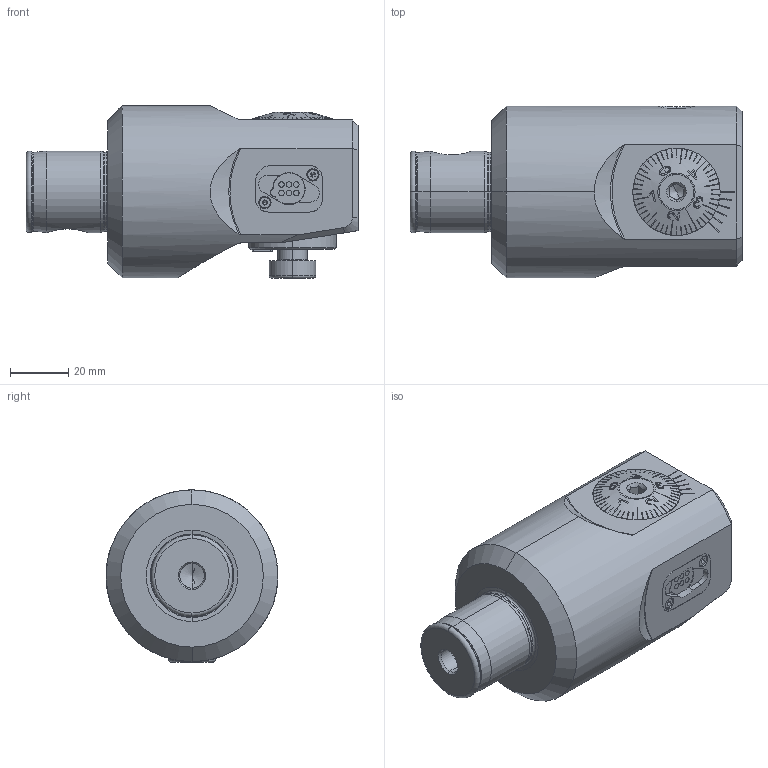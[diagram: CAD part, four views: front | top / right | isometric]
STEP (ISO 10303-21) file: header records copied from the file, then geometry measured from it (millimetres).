
FILE_DESCRIPTION (( 'STEP AP203' ), '1' );
FILE_NAME ('C05.050.067.090.STEP', '2021-01-20T15:22:51', ( '' ), ( '' ), 'SwSTEP 2.0', 'SolidWorks 2017', '' );
FILE_SCHEMA (( 'CONFIG_CONTROL_DESIGN' ));
Length unit declared in the file: millimetre
Products named in the file (20): PEF-DA3.010.032_A_F55; DIN 3771 - 13x1; A55-BG2.012.006_B; Fxx-BG7.DA1.0xx_B_F55; F55-BG2.014.015_C_Fertig mit Gewinde; ISO 4762 - M2 x 4; DIN 7984 - M10 x 16; A55-BG2.013.005_C; F55-BG1.DA3.030_A; ISO 4026 - M10 x 10; WH5-F55.DA3.090_A; DIN 3771 - 25x1.5; F55-BG1.DA4.030; F55-BG1.012.012_A; Klebstoff D10; C05.050.067.090; A55-BG2.011.016_D; A55-BG3.011.033_A_gek〉zt; Fxx-MAB.xxx.xxx_A_F55; WCB-ER2.001.009_A
Assembly tree (20 placements, depth 3):
  C05.050.067.090
    WH5-F55.DA3.090_A
    F55-BG1.DA4.030
      F55-BG1.DA3.030_A
      F55-BG1.012.012_A
      A55-BG2.011.016_D
      F55-BG2.014.015_C_Fertig mit Gewinde
      A55-BG2.013.005_C
      DIN 3771 - 25x1.5
      A55-BG2.012.006_B
      Fxx-MAB.xxx.xxx_A_F55
    A55-BG3.011.033_A_gek〉zt
    WCB-ER2.001.009_A
    Klebstoff D10
    DIN 3771 - 13x1
    Fxx-BG7.DA1.0xx_B_F55
    ISO 4762 - M2 x 4  x2
    PEF-DA3.010.032_A_F55
    DIN 7984 - M10 x 16
    ISO 4026 - M10 x 10
Bounding box: 114 x 59 x 59.15 mm (x, y, z)
Volume: 210346.6 mm3; surface area: 48590.8 mm2
Topology: 31 solids, 31 shells, 980 faces, 2464 edges, 1555 vertices
Faces by surface type: plane 461, cylinder 207, cone 198, torus 77, bspline 35, sphere 2
Entity records: 34279 total; most frequent: CARTESIAN_POINT 9931, ORIENTED_EDGE 4776, DIRECTION 4408, EDGE_CURVE 2388, AXIS2_PLACEMENT_3D 1674, VERTEX_POINT 1522, VECTOR 1060, LINE 1060
